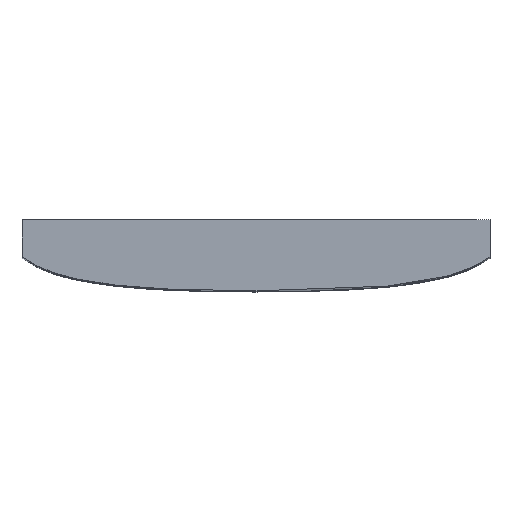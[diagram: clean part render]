
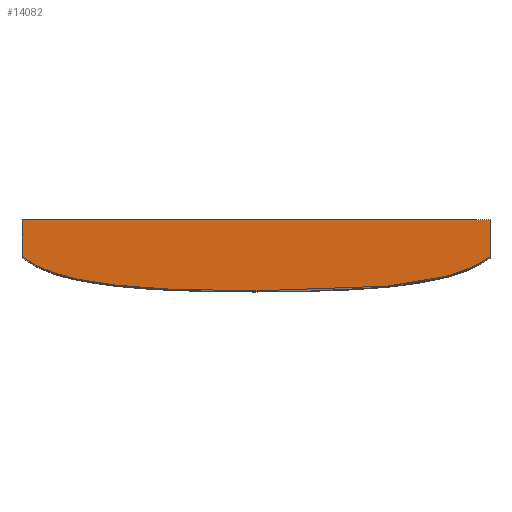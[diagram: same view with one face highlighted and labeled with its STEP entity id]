
A CAD part, top view. The second image highlights one B-rep face of the part: STEP entity #14082.
In plain terms, the highlighted planar face has unit normal (0, 0, 1).
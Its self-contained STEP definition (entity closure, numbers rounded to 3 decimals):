
#55=(
BOUNDED_CURVE()
B_SPLINE_CURVE(2,(#17508,#17509,#17510),.UNSPECIFIED.,.F.,.F.)
B_SPLINE_CURVE_WITH_KNOTS((3,3),(-9.494,-5.315),
 .UNSPECIFIED.)
CURVE()
GEOMETRIC_REPRESENTATION_ITEM()
RATIONAL_B_SPLINE_CURVE((1.,1.587,1.657))
REPRESENTATION_ITEM('')
);
#56=(
BOUNDED_CURVE()
B_SPLINE_CURVE(2,(#25883,#25884,#25885),.UNSPECIFIED.,.F.,.F.)
B_SPLINE_CURVE_WITH_KNOTS((3,3),(-4.18,0.),.UNSPECIFIED.)
CURVE()
GEOMETRIC_REPRESENTATION_ITEM()
RATIONAL_B_SPLINE_CURVE((1.657,1.587,1.))
REPRESENTATION_ITEM('')
);
#2213=PLANE('',#14809);
#2908=FACE_OUTER_BOUND('',#3852,.T.);
#3852=EDGE_LOOP('',(#13325,#13326,#13327,#13328,#13329));
#3920=LINE('',#19293,#4690);
#3922=LINE('',#19297,#4692);
#4482=LINE('',#25874,#5252);
#4690=VECTOR('',#15055,10.);
#4692=VECTOR('',#15059,10.);
#5252=VECTOR('',#16713,10.);
#5536=VERTEX_POINT('',#17505);
#5537=VERTEX_POINT('',#17507);
#5837=VERTEX_POINT('',#19291);
#5838=VERTEX_POINT('',#19295);
#6724=VERTEX_POINT('',#25872);
#6988=EDGE_CURVE('',#5537,#5536,#55,.T.);
#7290=EDGE_CURVE('',#5536,#5837,#3920,.T.);
#7292=EDGE_CURVE('',#5837,#5838,#3922,.T.);
#8777=EDGE_CURVE('',#5838,#6724,#4482,.T.);
#8779=EDGE_CURVE('',#6724,#5537,#56,.T.);
#13325=ORIENTED_EDGE('',*,*,#7292,.T.);
#13326=ORIENTED_EDGE('',*,*,#8777,.T.);
#13327=ORIENTED_EDGE('',*,*,#8779,.T.);
#13328=ORIENTED_EDGE('',*,*,#6988,.T.);
#13329=ORIENTED_EDGE('',*,*,#7290,.T.);
#14082=ADVANCED_FACE('',(#2908),#2213,.T.);
#14809=AXIS2_PLACEMENT_3D('',#27844,#17030,#17031);
#15055=DIRECTION('',(0.,1.,0.));
#15059=DIRECTION('',(-1.,0.,0.));
#16713=DIRECTION('',(0.,-1.,0.));
#17030=DIRECTION('center_axis',(0.,0.,1.));
#17031=DIRECTION('ref_axis',(1.,0.,0.));
#17505=CARTESIAN_POINT('',(44.6,-48.568,137.));
#17507=CARTESIAN_POINT('',(0.,-55.,137.));
#17508=CARTESIAN_POINT('Ctrl Pts',(0.,-55.,137.));
#17509=CARTESIAN_POINT('Ctrl Pts',(35.6,-55.,137.));
#17510=CARTESIAN_POINT('Ctrl Pts',(44.6,-48.568,137.));
#19291=CARTESIAN_POINT('',(44.6,-41.5,137.));
#19293=CARTESIAN_POINT('',(44.6,-41.5,137.));
#19295=CARTESIAN_POINT('',(-44.6,-41.5,137.));
#19297=CARTESIAN_POINT('',(-44.6,-41.5,137.));
#25872=CARTESIAN_POINT('',(-44.6,-48.568,137.));
#25874=CARTESIAN_POINT('',(-44.6,-41.5,137.));
#25883=CARTESIAN_POINT('Ctrl Pts',(-44.6,-48.568,137.));
#25884=CARTESIAN_POINT('Ctrl Pts',(-35.6,-55.,137.));
#25885=CARTESIAN_POINT('Ctrl Pts',(0.,-55.,137.));
#27844=CARTESIAN_POINT('Origin',(0.,-48.25,137.));
